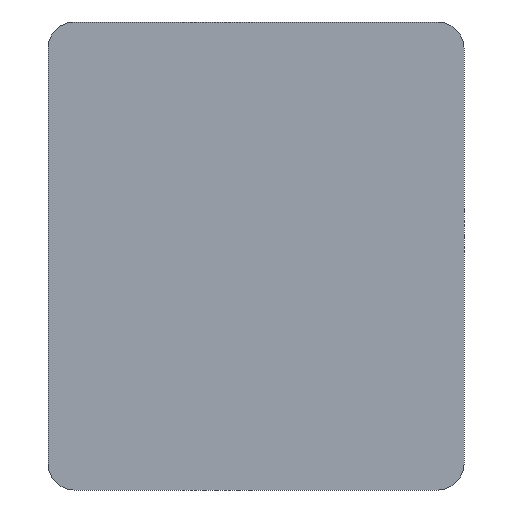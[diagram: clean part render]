
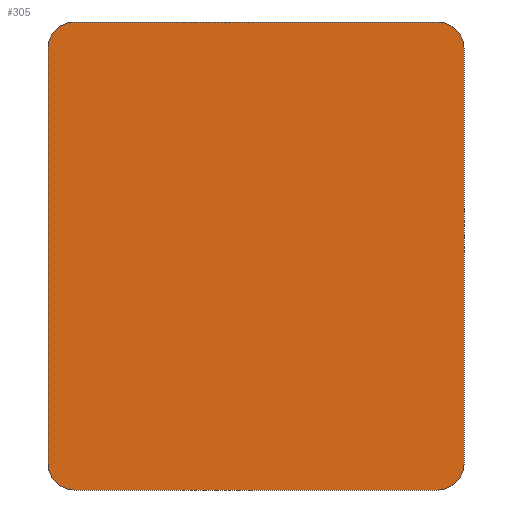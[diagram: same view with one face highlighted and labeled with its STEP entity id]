
A CAD part, front view. The second image highlights one B-rep face of the part: STEP entity #305.
In plain terms, the highlighted planar face has unit normal (0, -1, 0).
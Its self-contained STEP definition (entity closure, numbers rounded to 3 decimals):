
#1 = VECTOR ( 'NONE', #341, 1000. ) ;
#13 = AXIS2_PLACEMENT_3D ( 'NONE', #211, #565, #922 ) ;
#18 = AXIS2_PLACEMENT_3D ( 'NONE', #382, #487, #938 ) ;
#46 = CARTESIAN_POINT ( 'NONE',  ( -16., 0., 18. ) ) ;
#50 = DIRECTION ( 'NONE',  ( 0., -1., 0. ) ) ;
#61 = CARTESIAN_POINT ( 'NONE',  ( 14., 0., 18. ) ) ;
#107 = ORIENTED_EDGE ( 'NONE', *, *, #755, .F. ) ;
#109 = EDGE_CURVE ( 'NONE', #254, #709, #514, .T. ) ;
#112 = LINE ( 'NONE', #46, #476 ) ;
#128 = CARTESIAN_POINT ( 'NONE',  ( 14., 0., -16. ) ) ;
#132 = EDGE_CURVE ( 'NONE', #687, #997, #1151, .T. ) ;
#148 = EDGE_CURVE ( 'NONE', #531, #786, #987, .T. ) ;
#152 = CARTESIAN_POINT ( 'NONE',  ( 14., 0., -18. ) ) ;
#160 = CARTESIAN_POINT ( 'NONE',  ( -16., 0., 18. ) ) ;
#186 = VECTOR ( 'NONE', #770, 1000. ) ;
#211 = CARTESIAN_POINT ( 'NONE',  ( 14., 0., 16. ) ) ;
#229 = FACE_OUTER_BOUND ( 'NONE', #1152, .T. ) ;
#230 = DIRECTION ( 'NONE',  ( 0., -1., 0. ) ) ;
#254 = VERTEX_POINT ( 'NONE', #841 ) ;
#262 = AXIS2_PLACEMENT_3D ( 'NONE', #860, #230, #670 ) ;
#279 = ORIENTED_EDGE ( 'NONE', *, *, #1085, .F. ) ;
#296 = DIRECTION ( 'NONE',  ( 1., 0., 0. ) ) ;
#305 = ADVANCED_FACE ( 'NONE', ( #229 ), #583, .T. ) ;
#341 = DIRECTION ( 'NONE',  ( 0., 0., 1. ) ) ;
#354 = ORIENTED_EDGE ( 'NONE', *, *, #618, .T. ) ;
#382 = CARTESIAN_POINT ( 'NONE',  ( 0., 0., 0. ) ) ;
#435 = ORIENTED_EDGE ( 'NONE', *, *, #849, .F. ) ;
#446 = ORIENTED_EDGE ( 'NONE', *, *, #109, .T. ) ;
#476 = VECTOR ( 'NONE', #296, 1000. ) ;
#484 = DIRECTION ( 'NONE',  ( 0., -1., 0. ) ) ;
#487 = DIRECTION ( 'NONE',  ( 0., -1., 0. ) ) ;
#489 = CARTESIAN_POINT ( 'NONE',  ( -14., 0., -16. ) ) ;
#496 = LINE ( 'NONE', #781, #1025 ) ;
#514 = CIRCLE ( 'NONE', #13, 2. ) ;
#531 = VERTEX_POINT ( 'NONE', #835 ) ;
#535 = CIRCLE ( 'NONE', #262, 2. ) ;
#565 = DIRECTION ( 'NONE',  ( 0., -1., 0. ) ) ;
#583 = PLANE ( 'NONE',  #18 ) ;
#593 = CARTESIAN_POINT ( 'NONE',  ( -14., 0., -18. ) ) ;
#618 = EDGE_CURVE ( 'NONE', #1043, #995, #535, .T. ) ;
#637 = CARTESIAN_POINT ( 'NONE',  ( -16., 0., 16. ) ) ;
#670 = DIRECTION ( 'NONE',  ( 0., 0., -1. ) ) ;
#676 = DIRECTION ( 'NONE',  ( -1., 0., 0. ) ) ;
#687 = VERTEX_POINT ( 'NONE', #152 ) ;
#709 = VERTEX_POINT ( 'NONE', #61 ) ;
#730 = CARTESIAN_POINT ( 'NONE',  ( 16., 0., -16. ) ) ;
#731 = ORIENTED_EDGE ( 'NONE', *, *, #148, .T. ) ;
#743 = AXIS2_PLACEMENT_3D ( 'NONE', #128, #484, #838 ) ;
#748 = CARTESIAN_POINT ( 'NONE',  ( -14., 0., 18. ) ) ;
#755 = EDGE_CURVE ( 'NONE', #687, #786, #496, .T. ) ;
#763 = DIRECTION ( 'NONE',  ( 0., 0., -1. ) ) ;
#764 = AXIS2_PLACEMENT_3D ( 'NONE', #489, #50, #763 ) ;
#767 = EDGE_CURVE ( 'NONE', #531, #995, #1036, .T. ) ;
#770 = DIRECTION ( 'NONE',  ( 0., 0., -1. ) ) ;
#781 = CARTESIAN_POINT ( 'NONE',  ( -16., 0., -18. ) ) ;
#786 = VERTEX_POINT ( 'NONE', #593 ) ;
#835 = CARTESIAN_POINT ( 'NONE',  ( -16., 0., -16. ) ) ;
#838 = DIRECTION ( 'NONE',  ( 0., 0., -1. ) ) ;
#841 = CARTESIAN_POINT ( 'NONE',  ( 16., 0., 16. ) ) ;
#849 = EDGE_CURVE ( 'NONE', #254, #997, #1055, .T. ) ;
#850 = ORIENTED_EDGE ( 'NONE', *, *, #767, .F. ) ;
#860 = CARTESIAN_POINT ( 'NONE',  ( -14., 0., 16. ) ) ;
#922 = DIRECTION ( 'NONE',  ( 0., 0., -1. ) ) ;
#938 = DIRECTION ( 'NONE',  ( 0., 0., -1. ) ) ;
#987 = CIRCLE ( 'NONE', #764, 2. ) ;
#995 = VERTEX_POINT ( 'NONE', #637 ) ;
#997 = VERTEX_POINT ( 'NONE', #730 ) ;
#1025 = VECTOR ( 'NONE', #676, 1000. ) ;
#1036 = LINE ( 'NONE', #160, #1 ) ;
#1043 = VERTEX_POINT ( 'NONE', #748 ) ;
#1050 = CARTESIAN_POINT ( 'NONE',  ( 16., 0., 18. ) ) ;
#1055 = LINE ( 'NONE', #1050, #186 ) ;
#1085 = EDGE_CURVE ( 'NONE', #1043, #709, #112, .T. ) ;
#1146 = ORIENTED_EDGE ( 'NONE', *, *, #132, .T. ) ;
#1151 = CIRCLE ( 'NONE', #743, 2. ) ;
#1152 = EDGE_LOOP ( 'NONE', ( #279, #354, #850, #731, #107, #1146, #435, #446 ) ) ;
